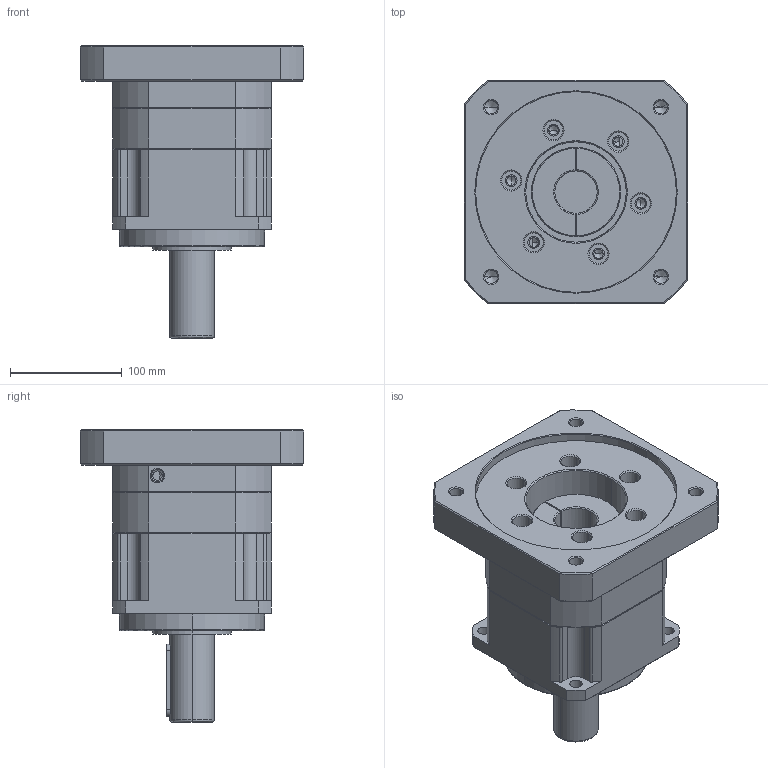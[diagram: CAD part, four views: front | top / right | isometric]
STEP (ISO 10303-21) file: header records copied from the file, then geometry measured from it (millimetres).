
FILE_DESCRIPTION (( 'STEP AP214' ), '1' );
FILE_NAME ('SB142-L1-38-180-215M12.STEP', '2021-12-18T05:53:18', ( 'admin' ), ( '' ), 'SwSTEP 2.0', 'SolidWorks 2013', '' );
FILE_SCHEMA (( 'AUTOMOTIVE_DESIGN' ));
Length unit declared in the file: millimetre
Products named in the file (4): 142_X2_8F9351656CD55170_X0_-180-215M12; SB142_X2_58F34F537AEF_X0_-35; SB142_X2_8F9351FA7AEF_X0_; SB142-L1-38-180-215M12
Assembly tree (3 placements, depth 2):
  SB142-L1-38-180-215M12
    SB142_X2_8F9351FA7AEF_X0_
    SB142_X2_58F34F537AEF_X0_-35
    142_X2_8F9351656CD55170_X0_-180-215M12
Bounding box: 200 x 200 x 262 mm (x, y, z)
Volume: 3975314 mm3; surface area: 390692.8 mm2
Topology: 4 solids, 4 shells, 472 faces, 1166 edges, 714 vertices
Faces by surface type: cylinder 180, plane 157, cone 124, bspline 11
Entity records: 20522 total; most frequent: CARTESIAN_POINT 4009, DIRECTION 2410, ORIENTED_EDGE 2272, EDGE_CURVE 1136, AXIS2_PLACEMENT_3D 947, VERTEX_POINT 714, EDGE_LOOP 556, LINE 516
